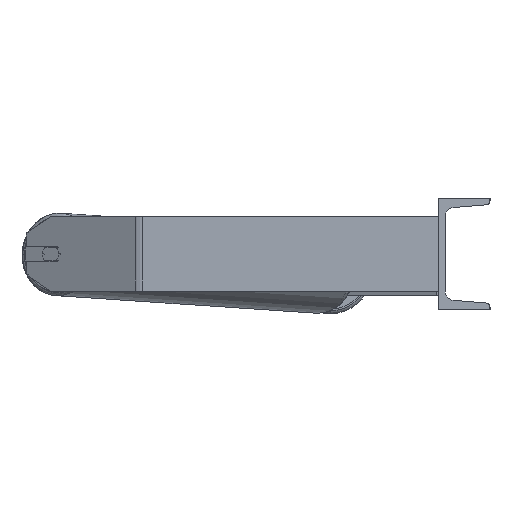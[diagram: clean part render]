
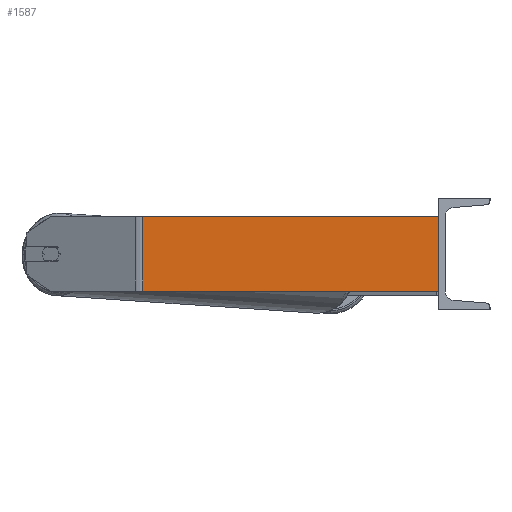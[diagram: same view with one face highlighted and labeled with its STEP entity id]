
A CAD part, left-side view. The second image highlights one B-rep face of the part: STEP entity #1587.
In plain terms, the highlighted planar face has unit normal (-1, 0, 0).
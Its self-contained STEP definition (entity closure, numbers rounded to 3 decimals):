
#88 = VECTOR ( 'NONE', #6858, 1000. ) ;
#481 = LINE ( 'NONE', #7594, #8103 ) ;
#570 = DIRECTION ( 'NONE',  ( 0., -1., 0. ) ) ;
#589 = ORIENTED_EDGE ( 'NONE', *, *, #5408, .F. ) ;
#675 = AXIS2_PLACEMENT_3D ( 'NONE', #7712, #1311, #2085 ) ;
#847 = ORIENTED_EDGE ( 'NONE', *, *, #913, .T. ) ;
#913 = EDGE_CURVE ( 'NONE', #8304, #2665, #481, .T. ) ;
#961 = VECTOR ( 'NONE', #3764, 1000. ) ;
#1008 = LINE ( 'NONE', #5323, #961 ) ;
#1276 = CARTESIAN_POINT ( 'NONE',  ( -885., 0., 40. ) ) ;
#1281 = EDGE_CURVE ( 'NONE', #8624, #8304, #6959, .T. ) ;
#1311 = DIRECTION ( 'NONE',  ( 1., 0., 0. ) ) ;
#1587 = ADVANCED_FACE ( 'NONE', ( #2731 ), #4903, .F. ) ;
#2085 = DIRECTION ( 'NONE',  ( 0., 1., 0. ) ) ;
#2271 = VERTEX_POINT ( 'NONE', #6870 ) ;
#2665 = VERTEX_POINT ( 'NONE', #6829 ) ;
#2689 = CARTESIAN_POINT ( 'NONE',  ( -885., 319.391, 40. ) ) ;
#2731 = FACE_OUTER_BOUND ( 'NONE', #8252, .T. ) ;
#2865 = DIRECTION ( 'NONE',  ( 0., 0., -1. ) ) ;
#3764 = DIRECTION ( 'NONE',  ( 0., -1., 0. ) ) ;
#4722 = LINE ( 'NONE', #1276, #88 ) ;
#4761 = ORIENTED_EDGE ( 'NONE', *, *, #1281, .T. ) ;
#4903 = PLANE ( 'NONE',  #675 ) ;
#5323 = CARTESIAN_POINT ( 'NONE',  ( -885., 323.678, 40. ) ) ;
#5408 = EDGE_CURVE ( 'NONE', #2271, #2665, #4722, .T. ) ;
#5701 = EDGE_CURVE ( 'NONE', #8624, #2271, #1008, .T. ) ;
#6176 = ORIENTED_EDGE ( 'NONE', *, *, #5701, .F. ) ;
#6818 = CARTESIAN_POINT ( 'NONE',  ( -885., 319.391, 40. ) ) ;
#6829 = CARTESIAN_POINT ( 'NONE',  ( -885., 0., -40. ) ) ;
#6858 = DIRECTION ( 'NONE',  ( 0., 0., -1. ) ) ;
#6870 = CARTESIAN_POINT ( 'NONE',  ( -885., 0., 40. ) ) ;
#6959 = LINE ( 'NONE', #2689, #7524 ) ;
#7009 = CARTESIAN_POINT ( 'NONE',  ( -885., 319.391, -40. ) ) ;
#7524 = VECTOR ( 'NONE', #2865, 1000. ) ;
#7594 = CARTESIAN_POINT ( 'NONE',  ( -885., 323.678, -40. ) ) ;
#7712 = CARTESIAN_POINT ( 'NONE',  ( -885., 323.678, 40. ) ) ;
#8103 = VECTOR ( 'NONE', #570, 1000. ) ;
#8252 = EDGE_LOOP ( 'NONE', ( #847, #589, #6176, #4761 ) ) ;
#8304 = VERTEX_POINT ( 'NONE', #7009 ) ;
#8624 = VERTEX_POINT ( 'NONE', #6818 ) ;
